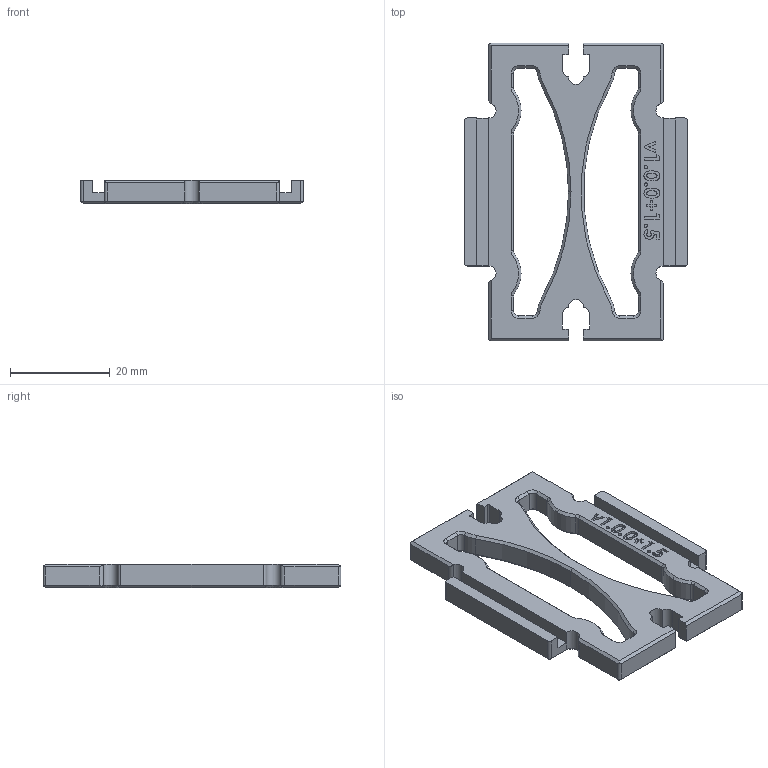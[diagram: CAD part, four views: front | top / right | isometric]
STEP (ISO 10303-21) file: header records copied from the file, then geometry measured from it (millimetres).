
FILE_DESCRIPTION (( 'STEP AP214' ), '1' );
FILE_NAME ('motor_side.STEP', '2023-05-01T22:49:24', ( '' ), ( '' ), 'SwSTEP 2.0', 'SolidWorks 2021', '' );
FILE_SCHEMA (( 'AUTOMOTIVE_DESIGN' ));
Length unit declared in the file: millimetre
Products named in the file (1): motor_side
Bounding box: 44.6 x 59.5 x 4.8 mm (x, y, z)
Volume: 6542.9 mm3; surface area: 5272.2 mm2
Topology: 1 solids, 1 shells, 329 faces, 832 edges, 517 vertices
Faces by surface type: plane 150, cone 78, cylinder 61, bspline 40
Entity records: 11883 total; most frequent: CARTESIAN_POINT 4223, ORIENTED_EDGE 1664, DIRECTION 1467, EDGE_CURVE 832, LINE 521, VECTOR 521, VERTEX_POINT 517, AXIS2_PLACEMENT_3D 473
